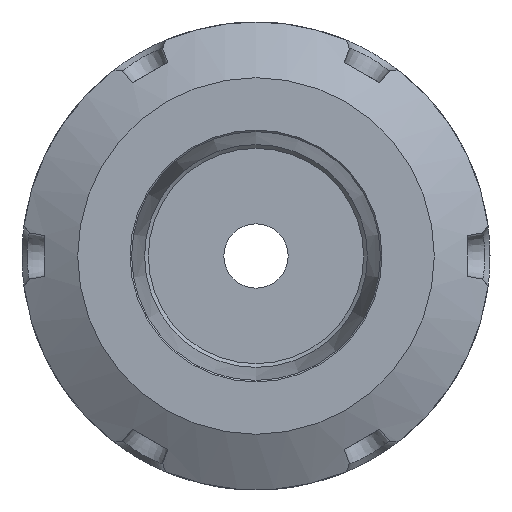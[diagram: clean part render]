
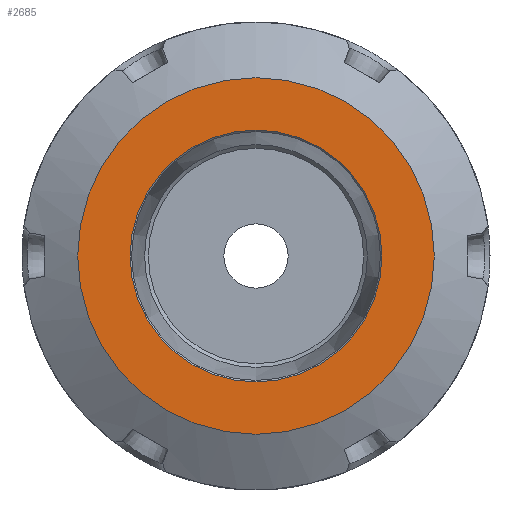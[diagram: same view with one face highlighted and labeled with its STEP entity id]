
A CAD part, left-side view. The second image highlights one B-rep face of the part: STEP entity #2685.
In plain terms, the highlighted planar face has unit normal (-1, 0, 0).
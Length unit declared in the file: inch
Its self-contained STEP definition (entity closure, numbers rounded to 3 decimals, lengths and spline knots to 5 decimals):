
#26=FACE_BOUND('',#517,.T.);
#82=PLANE('',#2865);
#365=FACE_OUTER_BOUND('',#516,.T.);
#516=EDGE_LOOP('',(#1908));
#517=EDGE_LOOP('',(#1909));
#861=CIRCLE('',#2852,0.94488);
#863=CIRCLE('',#2859,0.66732);
#1056=VERTEX_POINT('',#4531);
#1061=VERTEX_POINT('',#4636);
#1365=EDGE_CURVE('',#1056,#1056,#861,.T.);
#1376=EDGE_CURVE('',#1061,#1061,#863,.T.);
#1908=ORIENTED_EDGE('',*,*,#1365,.F.);
#1909=ORIENTED_EDGE('',*,*,#1376,.F.);
#2685=ADVANCED_FACE('',(#365,#26),#82,.F.);
#2852=AXIS2_PLACEMENT_3D('',#4533,#3189,#3190);
#2859=AXIS2_PLACEMENT_3D('',#4637,#3207,#3208);
#2865=AXIS2_PLACEMENT_3D('',#4649,#3221,#3222);
#3189=DIRECTION('center_axis',(1.,0.,0.));
#3190=DIRECTION('ref_axis',(0.,0.,-1.));
#3207=DIRECTION('center_axis',(-1.,0.,0.));
#3208=DIRECTION('ref_axis',(0.,0.,-1.));
#3221=DIRECTION('center_axis',(1.,0.,0.));
#3222=DIRECTION('ref_axis',(0.,0.,-1.));
#4531=CARTESIAN_POINT('',(-5.11811,0.,0.94488));
#4533=CARTESIAN_POINT('Origin',(-5.11811,0.,
0.));
#4636=CARTESIAN_POINT('',(-5.11811,0.,0.66732));
#4637=CARTESIAN_POINT('Origin',(-5.11811,0.,
0.));
#4649=CARTESIAN_POINT('Origin',(-5.11811,0.,
0.));
